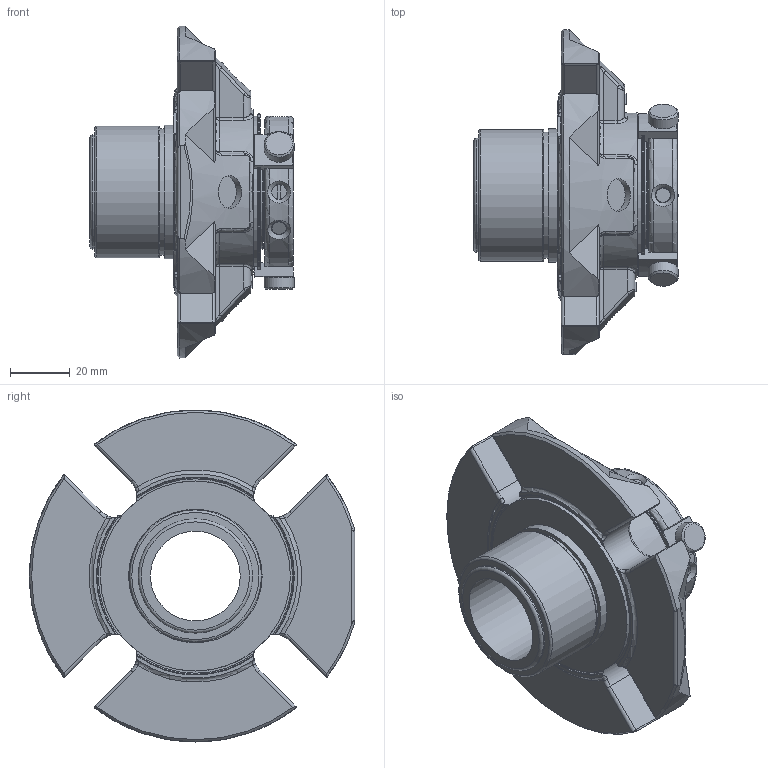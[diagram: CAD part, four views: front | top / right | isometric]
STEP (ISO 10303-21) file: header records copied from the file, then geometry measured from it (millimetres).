
FILE_DESCRIPTION(/* description */ ('Unknown'),/* implementation_level */ '2;1');
FILE_NAME(/* name */ '30mm',/* time_stamp */ '2023-02-14T09:57:12+00:00',/* author */ ('Unknown'),/* organization */ ('Unknown'),/* preprocessor_version */ 'ST-DEVELOPER v16.7',/* originating_system */ 'Solid Edge',/* authorisation */ 'Unknown');
FILE_SCHEMA (('AUTOMOTIVE_DESIGN {1 0 10303 214 3 1 1}'));
Length unit declared in the file: millimetre
Products named in the file (1): 30mm
Bounding box: 68.21 x 108.63 x 110.87 mm (x, y, z)
Volume: 167410.9 mm3; surface area: 40719.7 mm2
Topology: 1 solids, 1 shells, 585 faces, 1495 edges, 947 vertices
Faces by surface type: plane 225, cylinder 153, bspline 76, torus 75, cone 32, sphere 24
Full cylindrical faces by diameter (mm): 2.821 x1, 5 x2, 6 x3, 10 x3, 10.998 x3, 29.997 x1, 31.978 x1, 38.176 x1, 38.252 x1, 42.164 x1, 43.967 x1, 44.602 x1, 50.749 x1, 52.273 x1, 63.5 x1
Entity records: 24242 total; most frequent: CARTESIAN_POINT 7118, ORIENTED_EDGE 2804, DIRECTION 2497, EDGE_CURVE 1402, AXIS2_PLACEMENT_3D 994, VERTEX_POINT 912, EDGE_LOOP 680, FACE_BOUND 680
